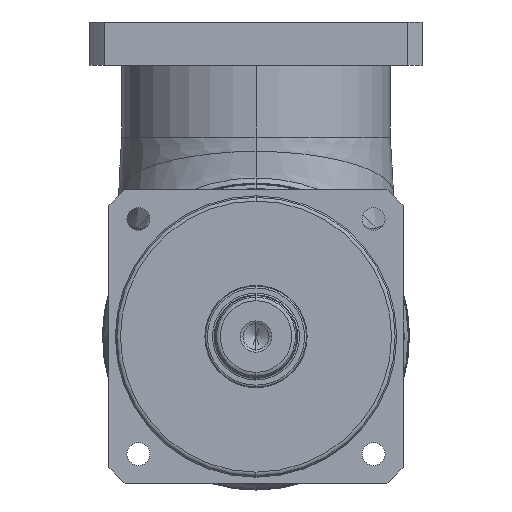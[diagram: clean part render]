
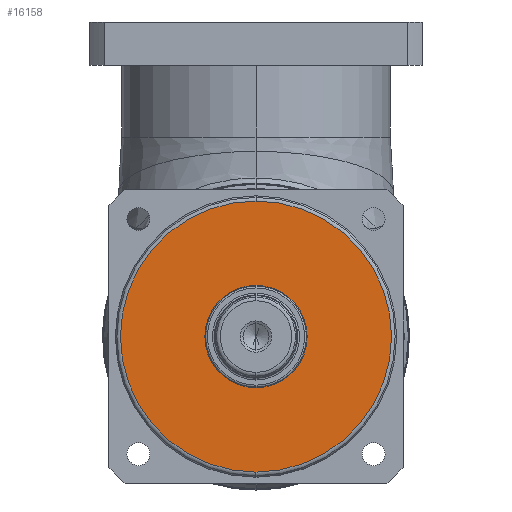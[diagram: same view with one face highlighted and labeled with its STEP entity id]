
A CAD part, left-side view. The second image highlights one B-rep face of the part: STEP entity #16158.
In plain terms, the highlighted planar face has unit normal (-1, 0, 0).
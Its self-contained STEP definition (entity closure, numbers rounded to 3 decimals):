
#5887=CARTESIAN_POINT('',(0.,0.,0.));
#5888=DIRECTION('',(1.,0.,0.));
#5889=DIRECTION('',(0.,0.,1.));
#5890=AXIS2_PLACEMENT_3D('',#5887,#5888,#5889);
#5892=CARTESIAN_POINT('',(0.,0.,0.));
#5893=DIRECTION('',(1.,0.,0.));
#5894=DIRECTION('',(0.,0.,-1.));
#5895=AXIS2_PLACEMENT_3D('',#5892,#5893,#5894);
#5897=CARTESIAN_POINT('',(0.,0.,0.));
#5898=DIRECTION('',(-1.,0.,0.));
#5899=DIRECTION('',(0.,0.,1.));
#5900=AXIS2_PLACEMENT_3D('',#5897,#5898,#5899);
#5902=CARTESIAN_POINT('',(0.,0.,0.));
#5903=DIRECTION('',(-1.,0.,0.));
#5904=DIRECTION('',(0.,0.,-1.));
#5905=AXIS2_PLACEMENT_3D('',#5902,#5903,#5904);
#7387=CARTESIAN_POINT('',(0.,0.,20.));
#7388=VERTEX_POINT('',#7387);
#7389=CARTESIAN_POINT('',(0.,0.,-20.));
#7390=VERTEX_POINT('',#7389);
#7395=CARTESIAN_POINT('',(0.,0.,-53.));
#7396=VERTEX_POINT('',#7395);
#7397=CARTESIAN_POINT('',(0.,0.,53.));
#7398=VERTEX_POINT('',#7397);
#16142=CARTESIAN_POINT('',(0.,0.,0.));
#16143=DIRECTION('',(1.,0.,0.));
#16144=DIRECTION('',(0.,0.,-1.));
#16145=AXIS2_PLACEMENT_3D('',#16142,#16143,#16144);
#16146=PLANE('',#16145);
#16148=ORIENTED_EDGE('',*,*,#16147,.F.);
#16149=ORIENTED_EDGE('',*,*,#16132,.F.);
#16150=EDGE_LOOP('',(#16148,#16149));
#16151=FACE_OUTER_BOUND('',#16150,.F.);
#16153=ORIENTED_EDGE('',*,*,#16152,.F.);
#16155=ORIENTED_EDGE('',*,*,#16154,.F.);
#16156=EDGE_LOOP('',(#16153,#16155));
#16157=FACE_BOUND('',#16156,.F.);
#16158=ADVANCED_FACE('',(#16151,#16157),#16146,.F.);
#5891=CIRCLE('',#5890,20.);
#5896=CIRCLE('',#5895,20.);
#5901=CIRCLE('',#5900,53.);
#5906=CIRCLE('',#5905,53.);
#16132=EDGE_CURVE('',#7396,#7398,#5906,.T.);
#16147=EDGE_CURVE('',#7398,#7396,#5901,.T.);
#16152=EDGE_CURVE('',#7388,#7390,#5891,.T.);
#16154=EDGE_CURVE('',#7390,#7388,#5896,.T.);
